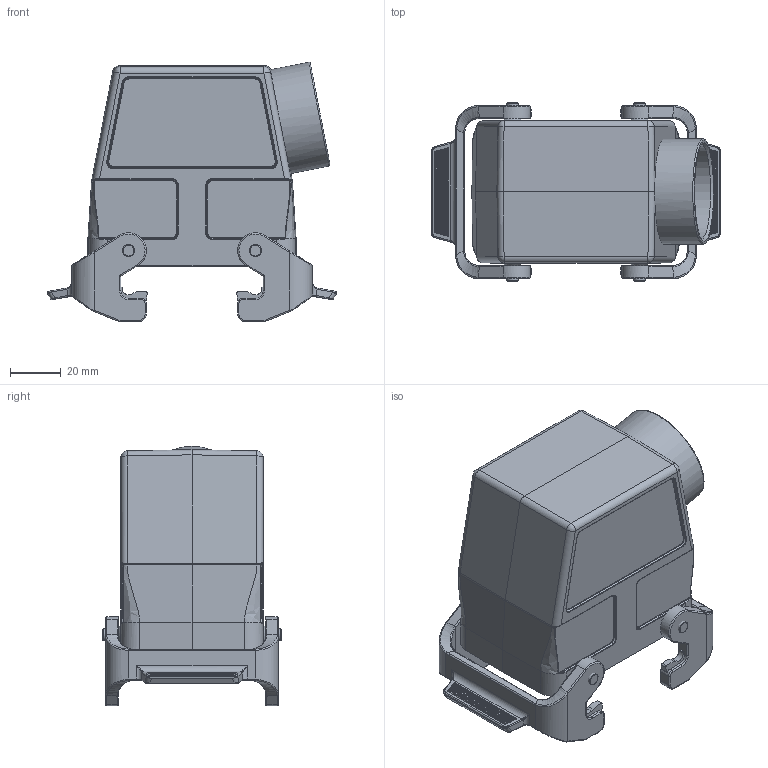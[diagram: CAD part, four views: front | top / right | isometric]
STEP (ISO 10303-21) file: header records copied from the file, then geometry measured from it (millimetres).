
FILE_DESCRIPTION(/* description */ (''),/* implementation_level */ '2;1');
FILE_NAME(/* name */ '100767149ugm000_a.stp',/* time_stamp */ '2018-03-07T10:20:44+01:00',/* author */ (''),/* organization */ (''),/* preprocessor_version */ 'ST-DEVELOPER v16',/* originating_system */ 'SIEMENS PLM Software NX 10.0',/* authorisation */ '');
FILE_SCHEMA (('AUTOMOTIVE_DESIGN { 1 0 10303 214 3 1 1 1 }'));
Length unit declared in the file: millimetre
Products named in the file (1): 100767149ugm000_a
Bounding box: 113.79 x 70.2 x 102.13 mm (x, y, z)
Volume: 101279.3 mm3; surface area: 62261.5 mm2
Topology: 3 solids, 3 shells, 947 faces, 2701 edges, 2161 vertices
Faces by surface type: plane 366, cylinder 291, bspline 226, cone 35, torus 13, extrusion 12, sphere 4
Full cylindrical faces by diameter (mm): 3 x8, 31.6 x1, 37 x1, 41.6 x1
Entity records: 39006 total; most frequent: CARTESIAN_POINT 12592, ORIENTED_EDGE 4464, DIRECTION 4127, EDGE_CURVE 2232, AXIS2_PLACEMENT_3D 1439, VERTEX_POINT 1374, VECTOR 1249, LINE 1237
